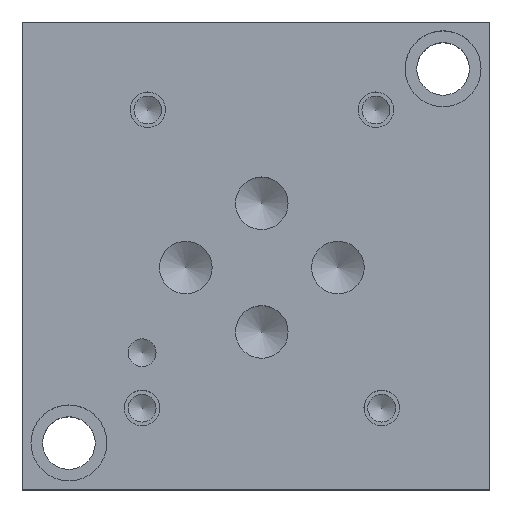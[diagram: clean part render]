
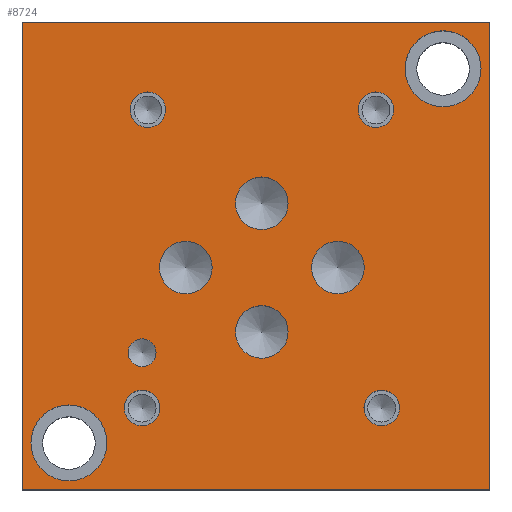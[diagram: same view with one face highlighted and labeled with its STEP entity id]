
A CAD part, top view. The second image highlights one B-rep face of the part: STEP entity #8724.
In plain terms, the highlighted planar face has unit normal (0, 0, 1).
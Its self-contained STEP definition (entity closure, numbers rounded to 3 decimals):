
#84=CIRCLE('',#9062,3.569);
#85=CIRCLE('',#9063,3.569);
#88=CIRCLE('',#9068,3.569);
#89=CIRCLE('',#9069,3.569);
#92=CIRCLE('',#9074,3.569);
#93=CIRCLE('',#9075,3.569);
#96=CIRCLE('',#9080,3.569);
#97=CIRCLE('',#9081,3.569);
#100=CIRCLE('',#9086,1.892);
#101=CIRCLE('',#9087,1.892);
#107=CIRCLE('',#9096,2.413);
#108=CIRCLE('',#9097,2.413);
#114=CIRCLE('',#9107,2.413);
#115=CIRCLE('',#9108,2.413);
#121=CIRCLE('',#9118,2.413);
#122=CIRCLE('',#9119,2.413);
#128=CIRCLE('',#9129,2.413);
#129=CIRCLE('',#9130,2.413);
#133=CIRCLE('',#9137,5.156);
#134=CIRCLE('',#9138,5.156);
#138=CIRCLE('',#9145,5.156);
#139=CIRCLE('',#9146,5.156);
#192=FACE_BOUND('',#1424,.T.);
#193=FACE_BOUND('',#1425,.T.);
#194=FACE_BOUND('',#1426,.T.);
#195=FACE_BOUND('',#1427,.T.);
#196=FACE_BOUND('',#1428,.T.);
#197=FACE_BOUND('',#1429,.T.);
#198=FACE_BOUND('',#1430,.T.);
#199=FACE_BOUND('',#1431,.T.);
#200=FACE_BOUND('',#1432,.T.);
#201=FACE_BOUND('',#1433,.T.);
#202=FACE_BOUND('',#1434,.T.);
#489=PLANE('',#9152);
#930=FACE_OUTER_BOUND('',#1423,.T.);
#1423=EDGE_LOOP('',(#7763,#7764,#7765,#7766));
#1424=EDGE_LOOP('',(#7767,#7768));
#1425=EDGE_LOOP('',(#7769,#7770));
#1426=EDGE_LOOP('',(#7771,#7772));
#1427=EDGE_LOOP('',(#7773,#7774));
#1428=EDGE_LOOP('',(#7775,#7776));
#1429=EDGE_LOOP('',(#7777,#7778));
#1430=EDGE_LOOP('',(#7779,#7780));
#1431=EDGE_LOOP('',(#7781,#7782));
#1432=EDGE_LOOP('',(#7783,#7784));
#1433=EDGE_LOOP('',(#7785,#7786));
#1434=EDGE_LOOP('',(#7787,#7788));
#1887=LINE('',#13618,#2760);
#2304=LINE('',#14785,#3177);
#2306=LINE('',#14789,#3179);
#2308=LINE('',#14792,#3181);
#2760=VECTOR('',#9889,10.);
#3177=VECTOR('',#10842,10.);
#3179=VECTOR('',#10846,10.);
#3181=VECTOR('',#10850,10.);
#3866=VERTEX_POINT('',#13615);
#3867=VERTEX_POINT('',#13617);
#4157=VERTEX_POINT('',#14608);
#4158=VERTEX_POINT('',#14609);
#4162=VERTEX_POINT('',#14621);
#4163=VERTEX_POINT('',#14622);
#4167=VERTEX_POINT('',#14634);
#4168=VERTEX_POINT('',#14635);
#4172=VERTEX_POINT('',#14647);
#4173=VERTEX_POINT('',#14648);
#4177=VERTEX_POINT('',#14660);
#4178=VERTEX_POINT('',#14661);
#4185=VERTEX_POINT('',#14680);
#4186=VERTEX_POINT('',#14681);
#4193=VERTEX_POINT('',#14702);
#4194=VERTEX_POINT('',#14703);
#4201=VERTEX_POINT('',#14724);
#4202=VERTEX_POINT('',#14725);
#4209=VERTEX_POINT('',#14746);
#4210=VERTEX_POINT('',#14747);
#4214=VERTEX_POINT('',#14761);
#4215=VERTEX_POINT('',#14762);
#4219=VERTEX_POINT('',#14776);
#4220=VERTEX_POINT('',#14777);
#4221=VERTEX_POINT('',#14784);
#4222=VERTEX_POINT('',#14788);
#4898=EDGE_CURVE('',#3867,#3866,#1887,.T.);
#5328=EDGE_CURVE('',#4157,#4158,#84,.T.);
#5329=EDGE_CURVE('',#4158,#4157,#85,.T.);
#5334=EDGE_CURVE('',#4162,#4163,#88,.T.);
#5335=EDGE_CURVE('',#4163,#4162,#89,.T.);
#5340=EDGE_CURVE('',#4167,#4168,#92,.T.);
#5341=EDGE_CURVE('',#4168,#4167,#93,.T.);
#5346=EDGE_CURVE('',#4172,#4173,#96,.T.);
#5347=EDGE_CURVE('',#4173,#4172,#97,.T.);
#5352=EDGE_CURVE('',#4177,#4178,#100,.T.);
#5353=EDGE_CURVE('',#4178,#4177,#101,.T.);
#5361=EDGE_CURVE('',#4185,#4186,#107,.T.);
#5362=EDGE_CURVE('',#4186,#4185,#108,.T.);
#5371=EDGE_CURVE('',#4193,#4194,#114,.T.);
#5372=EDGE_CURVE('',#4194,#4193,#115,.T.);
#5381=EDGE_CURVE('',#4201,#4202,#121,.T.);
#5382=EDGE_CURVE('',#4202,#4201,#122,.T.);
#5391=EDGE_CURVE('',#4209,#4210,#128,.T.);
#5392=EDGE_CURVE('',#4210,#4209,#129,.T.);
#5398=EDGE_CURVE('',#4214,#4215,#133,.T.);
#5399=EDGE_CURVE('',#4215,#4214,#134,.T.);
#5405=EDGE_CURVE('',#4219,#4220,#138,.T.);
#5406=EDGE_CURVE('',#4220,#4219,#139,.T.);
#5409=EDGE_CURVE('',#4221,#3867,#2304,.T.);
#5411=EDGE_CURVE('',#4222,#4221,#2306,.T.);
#5413=EDGE_CURVE('',#3866,#4222,#2308,.T.);
#7763=ORIENTED_EDGE('',*,*,#4898,.T.);
#7764=ORIENTED_EDGE('',*,*,#5413,.T.);
#7765=ORIENTED_EDGE('',*,*,#5411,.T.);
#7766=ORIENTED_EDGE('',*,*,#5409,.T.);
#7767=ORIENTED_EDGE('',*,*,#5328,.T.);
#7768=ORIENTED_EDGE('',*,*,#5329,.T.);
#7769=ORIENTED_EDGE('',*,*,#5334,.T.);
#7770=ORIENTED_EDGE('',*,*,#5335,.T.);
#7771=ORIENTED_EDGE('',*,*,#5340,.T.);
#7772=ORIENTED_EDGE('',*,*,#5341,.T.);
#7773=ORIENTED_EDGE('',*,*,#5346,.T.);
#7774=ORIENTED_EDGE('',*,*,#5347,.T.);
#7775=ORIENTED_EDGE('',*,*,#5352,.T.);
#7776=ORIENTED_EDGE('',*,*,#5353,.T.);
#7777=ORIENTED_EDGE('',*,*,#5361,.T.);
#7778=ORIENTED_EDGE('',*,*,#5362,.T.);
#7779=ORIENTED_EDGE('',*,*,#5371,.T.);
#7780=ORIENTED_EDGE('',*,*,#5372,.T.);
#7781=ORIENTED_EDGE('',*,*,#5381,.T.);
#7782=ORIENTED_EDGE('',*,*,#5382,.T.);
#7783=ORIENTED_EDGE('',*,*,#5391,.T.);
#7784=ORIENTED_EDGE('',*,*,#5392,.T.);
#7785=ORIENTED_EDGE('',*,*,#5398,.T.);
#7786=ORIENTED_EDGE('',*,*,#5399,.T.);
#7787=ORIENTED_EDGE('',*,*,#5405,.T.);
#7788=ORIENTED_EDGE('',*,*,#5406,.T.);
#8724=ADVANCED_FACE('',(#930,#192,#193,#194,#195,#196,#197,#198,#199,#200,
#201,#202),#489,.T.);
#9062=AXIS2_PLACEMENT_3D('',#14610,#10643,#10644);
#9063=AXIS2_PLACEMENT_3D('',#14611,#10645,#10646);
#9068=AXIS2_PLACEMENT_3D('',#14623,#10657,#10658);
#9069=AXIS2_PLACEMENT_3D('',#14624,#10659,#10660);
#9074=AXIS2_PLACEMENT_3D('',#14636,#10671,#10672);
#9075=AXIS2_PLACEMENT_3D('',#14637,#10673,#10674);
#9080=AXIS2_PLACEMENT_3D('',#14649,#10685,#10686);
#9081=AXIS2_PLACEMENT_3D('',#14650,#10687,#10688);
#9086=AXIS2_PLACEMENT_3D('',#14662,#10699,#10700);
#9087=AXIS2_PLACEMENT_3D('',#14663,#10701,#10702);
#9096=AXIS2_PLACEMENT_3D('',#14682,#10721,#10722);
#9097=AXIS2_PLACEMENT_3D('',#14683,#10723,#10724);
#9107=AXIS2_PLACEMENT_3D('',#14704,#10746,#10747);
#9108=AXIS2_PLACEMENT_3D('',#14705,#10748,#10749);
#9118=AXIS2_PLACEMENT_3D('',#14726,#10771,#10772);
#9119=AXIS2_PLACEMENT_3D('',#14727,#10773,#10774);
#9129=AXIS2_PLACEMENT_3D('',#14748,#10796,#10797);
#9130=AXIS2_PLACEMENT_3D('',#14749,#10798,#10799);
#9137=AXIS2_PLACEMENT_3D('',#14763,#10814,#10815);
#9138=AXIS2_PLACEMENT_3D('',#14764,#10816,#10817);
#9145=AXIS2_PLACEMENT_3D('',#14778,#10832,#10833);
#9146=AXIS2_PLACEMENT_3D('',#14779,#10834,#10835);
#9152=AXIS2_PLACEMENT_3D('',#14794,#10853,#10854);
#9889=DIRECTION('',(1.,0.,0.));
#10643=DIRECTION('center_axis',(0.,0.,-1.));
#10644=DIRECTION('ref_axis',(1.,0.,0.));
#10645=DIRECTION('center_axis',(0.,0.,-1.));
#10646=DIRECTION('ref_axis',(1.,0.,0.));
#10657=DIRECTION('center_axis',(0.,0.,-1.));
#10658=DIRECTION('ref_axis',(1.,0.,0.));
#10659=DIRECTION('center_axis',(0.,0.,-1.));
#10660=DIRECTION('ref_axis',(1.,0.,0.));
#10671=DIRECTION('center_axis',(0.,0.,-1.));
#10672=DIRECTION('ref_axis',(1.,0.,0.));
#10673=DIRECTION('center_axis',(0.,0.,-1.));
#10674=DIRECTION('ref_axis',(1.,0.,0.));
#10685=DIRECTION('center_axis',(0.,0.,-1.));
#10686=DIRECTION('ref_axis',(1.,0.,0.));
#10687=DIRECTION('center_axis',(0.,0.,-1.));
#10688=DIRECTION('ref_axis',(1.,0.,0.));
#10699=DIRECTION('center_axis',(0.,0.,-1.));
#10700=DIRECTION('ref_axis',(1.,0.,0.));
#10701=DIRECTION('center_axis',(0.,0.,-1.));
#10702=DIRECTION('ref_axis',(1.,0.,0.));
#10721=DIRECTION('center_axis',(0.,0.,-1.));
#10722=DIRECTION('ref_axis',(1.,0.,0.));
#10723=DIRECTION('center_axis',(0.,0.,-1.));
#10724=DIRECTION('ref_axis',(1.,0.,0.));
#10746=DIRECTION('center_axis',(0.,0.,-1.));
#10747=DIRECTION('ref_axis',(1.,0.,0.));
#10748=DIRECTION('center_axis',(0.,0.,-1.));
#10749=DIRECTION('ref_axis',(1.,0.,0.));
#10771=DIRECTION('center_axis',(0.,0.,-1.));
#10772=DIRECTION('ref_axis',(1.,0.,0.));
#10773=DIRECTION('center_axis',(0.,0.,-1.));
#10774=DIRECTION('ref_axis',(1.,0.,0.));
#10796=DIRECTION('center_axis',(0.,0.,-1.));
#10797=DIRECTION('ref_axis',(1.,0.,0.));
#10798=DIRECTION('center_axis',(0.,0.,-1.));
#10799=DIRECTION('ref_axis',(1.,0.,0.));
#10814=DIRECTION('center_axis',(0.,0.,-1.));
#10815=DIRECTION('ref_axis',(1.,0.,0.));
#10816=DIRECTION('center_axis',(0.,0.,-1.));
#10817=DIRECTION('ref_axis',(1.,0.,0.));
#10832=DIRECTION('center_axis',(0.,0.,-1.));
#10833=DIRECTION('ref_axis',(1.,0.,0.));
#10834=DIRECTION('center_axis',(0.,0.,-1.));
#10835=DIRECTION('ref_axis',(1.,0.,0.));
#10842=DIRECTION('',(0.,-1.,0.));
#10846=DIRECTION('',(-1.,0.,0.));
#10850=DIRECTION('',(0.,1.,0.));
#10853=DIRECTION('center_axis',(0.,0.,1.));
#10854=DIRECTION('ref_axis',(1.,0.,0.));
#13615=CARTESIAN_POINT('',(63.5,0.,25.4));
#13617=CARTESIAN_POINT('',(0.,0.,25.4));
#13618=CARTESIAN_POINT('',(0.,0.,25.4));
#14608=CARTESIAN_POINT('',(36.106,38.887,25.4));
#14609=CARTESIAN_POINT('',(28.969,38.887,25.4));
#14610=CARTESIAN_POINT('Origin',(32.537,38.887,25.4));
#14611=CARTESIAN_POINT('Origin',(32.537,38.887,25.4));
#14621=CARTESIAN_POINT('',(25.794,30.15,25.4));
#14622=CARTESIAN_POINT('',(18.656,30.15,25.4));
#14623=CARTESIAN_POINT('Origin',(22.225,30.15,25.4));
#14624=CARTESIAN_POINT('Origin',(22.225,30.15,25.4));
#14634=CARTESIAN_POINT('',(46.444,30.15,25.4));
#14635=CARTESIAN_POINT('',(39.307,30.15,25.4));
#14636=CARTESIAN_POINT('Origin',(42.875,30.15,25.4));
#14637=CARTESIAN_POINT('Origin',(42.875,30.15,25.4));
#14647=CARTESIAN_POINT('',(36.106,21.412,25.4));
#14648=CARTESIAN_POINT('',(28.969,21.412,25.4));
#14649=CARTESIAN_POINT('Origin',(32.537,21.412,25.4));
#14650=CARTESIAN_POINT('Origin',(32.537,21.412,25.4));
#14660=CARTESIAN_POINT('',(18.174,18.593,25.4));
#14661=CARTESIAN_POINT('',(14.389,18.593,25.4));
#14662=CARTESIAN_POINT('Origin',(16.281,18.593,25.4));
#14663=CARTESIAN_POINT('Origin',(16.281,18.593,25.4));
#14680=CARTESIAN_POINT('',(51.232,11.1,25.4));
#14681=CARTESIAN_POINT('',(46.406,11.1,25.4));
#14682=CARTESIAN_POINT('Origin',(48.819,11.1,25.4));
#14683=CARTESIAN_POINT('Origin',(48.819,11.1,25.4));
#14702=CARTESIAN_POINT('',(19.482,51.587,25.4));
#14703=CARTESIAN_POINT('',(14.656,51.587,25.4));
#14704=CARTESIAN_POINT('Origin',(17.069,51.587,25.4));
#14705=CARTESIAN_POINT('Origin',(17.069,51.587,25.4));
#14724=CARTESIAN_POINT('',(50.444,51.587,25.4));
#14725=CARTESIAN_POINT('',(45.618,51.587,25.4));
#14726=CARTESIAN_POINT('Origin',(48.031,51.587,25.4));
#14727=CARTESIAN_POINT('Origin',(48.031,51.587,25.4));
#14746=CARTESIAN_POINT('',(18.694,11.1,25.4));
#14747=CARTESIAN_POINT('',(13.868,11.1,25.4));
#14748=CARTESIAN_POINT('Origin',(16.281,11.1,25.4));
#14749=CARTESIAN_POINT('Origin',(16.281,11.1,25.4));
#14761=CARTESIAN_POINT('',(62.306,57.15,25.4));
#14762=CARTESIAN_POINT('',(51.994,57.15,25.4));
#14763=CARTESIAN_POINT('Origin',(57.15,57.15,25.4));
#14764=CARTESIAN_POINT('Origin',(57.15,57.15,25.4));
#14776=CARTESIAN_POINT('',(11.506,6.35,25.4));
#14777=CARTESIAN_POINT('',(1.194,6.35,25.4));
#14778=CARTESIAN_POINT('Origin',(6.35,6.35,25.4));
#14779=CARTESIAN_POINT('Origin',(6.35,6.35,25.4));
#14784=CARTESIAN_POINT('',(0.,63.5,25.4));
#14785=CARTESIAN_POINT('',(0.,63.5,25.4));
#14788=CARTESIAN_POINT('',(63.5,63.5,25.4));
#14789=CARTESIAN_POINT('',(63.5,63.5,25.4));
#14792=CARTESIAN_POINT('',(63.5,0.,25.4));
#14794=CARTESIAN_POINT('Origin',(31.75,31.75,25.4));
